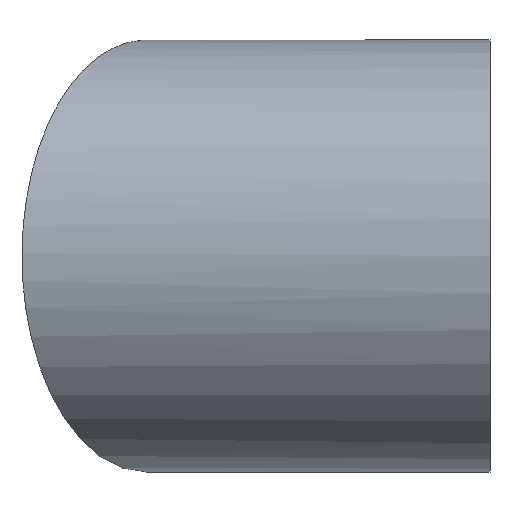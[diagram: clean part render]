
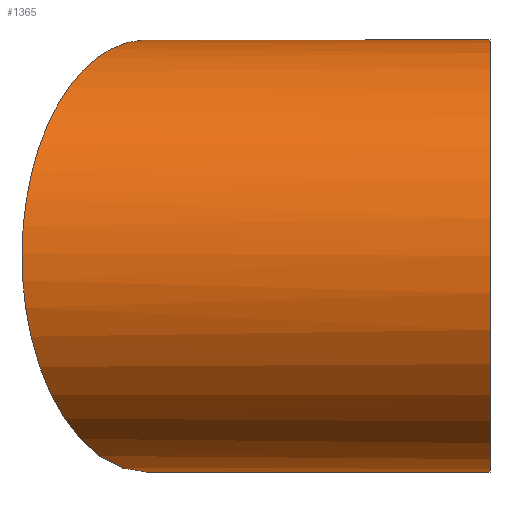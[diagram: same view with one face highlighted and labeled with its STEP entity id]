
A CAD part, left-side view. The second image highlights one B-rep face of the part: STEP entity #1365.
In plain terms, the highlighted cylindrical face has radius 300 mm (diameter 600 mm), a full revolution.
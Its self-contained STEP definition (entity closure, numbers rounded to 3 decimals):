
#1365 = ADVANCED_FACE( '', ( #3046, #3047 ), #3048, .T. );
#3046 = FACE_OUTER_BOUND( '', #5380, .T. );
#3047 = FACE_OUTER_BOUND( '', #5381, .T. );
#3048 = CYLINDRICAL_SURFACE( '', #5382, 300. );
#5380 = EDGE_LOOP( '', ( #9289 ) );
#5381 = EDGE_LOOP( '', ( #9290 ) );
#5382 = AXIS2_PLACEMENT_3D( '', #9291, #9292, #9293 );
#9289 = ORIENTED_EDGE( '', *, *, #14781, .T. );
#9290 = ORIENTED_EDGE( '', *, *, #14774, .F. );
#9291 = CARTESIAN_POINT( '', ( 0., 0., 0. ) );
#9292 = DIRECTION( '', ( 0., 1., 0. ) );
#9293 = DIRECTION( '', ( 0., 0., -1. ) );
#14774 = EDGE_CURVE( '', #18367, #18367, #18368, .T. );
#14781 = EDGE_CURVE( '', #18378, #18378, #18379, .F. );
#18367 = VERTEX_POINT( '', #23432 );
#18368 = CIRCLE( '', #23433, 300. );
#18378 = VERTEX_POINT( '', #23446 );
#18379 = ELLIPSE( '', #23447, 346.41, 300. );
#23432 = CARTESIAN_POINT( '', ( 0., 0., -300. ) );
#23433 = AXIS2_PLACEMENT_3D( '', #26972, #26973, #26974 );
#23446 = CARTESIAN_POINT( '', ( 300., 303.464, 0. ) );
#23447 = AXIS2_PLACEMENT_3D( '', #26981, #26982, #26983 );
#26972 = CARTESIAN_POINT( '', ( 0., 0., 0. ) );
#26973 = DIRECTION( '', ( 0., -1., 0. ) );
#26974 = DIRECTION( '', ( 0., 0., -1. ) );
#26981 = CARTESIAN_POINT( '', ( 0., 476.669, 0. ) );
#26982 = DIRECTION( '', ( 0.5, 0.866, 0. ) );
#26983 = DIRECTION( '', ( 0.866, -0.5, 0. ) );
